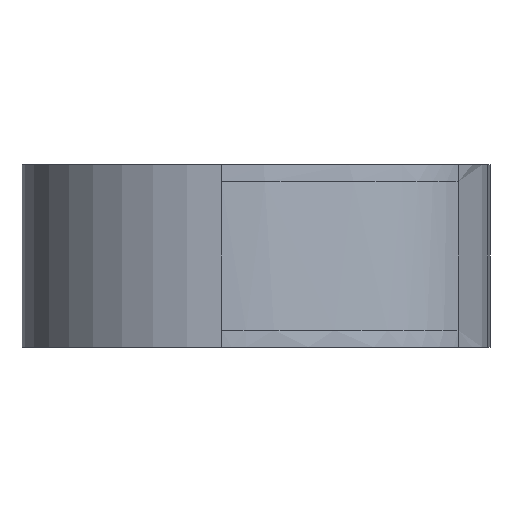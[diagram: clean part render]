
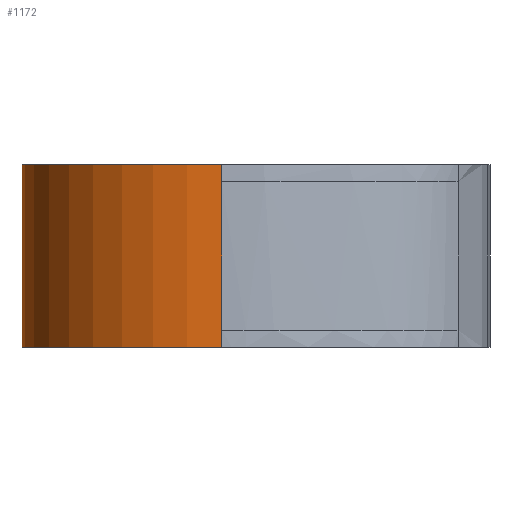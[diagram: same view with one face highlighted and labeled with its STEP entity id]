
A CAD part, left-side view. The second image highlights one B-rep face of the part: STEP entity #1172.
In plain terms, the highlighted cylindrical face has radius 7 mm (diameter 14 mm), a partial arc.
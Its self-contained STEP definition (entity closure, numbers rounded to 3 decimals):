
#1 = CARTESIAN_POINT ( 'NONE',  ( 0., 0., 0. ) ) ;
#17 = AXIS2_PLACEMENT_3D ( 'NONE', #506, #137, #544 ) ;
#18 = ORIENTED_EDGE ( 'NONE', *, *, #842, .F. ) ;
#26 = CARTESIAN_POINT ( 'NONE',  ( -7., 0., 5.8 ) ) ;
#94 = DIRECTION ( 'NONE',  ( 0., 0., 1. ) ) ;
#107 = VERTEX_POINT ( 'NONE', #620 ) ;
#120 = VERTEX_POINT ( 'NONE', #146 ) ;
#137 = DIRECTION ( 'NONE',  ( 0., 0., 1. ) ) ;
#146 = CARTESIAN_POINT ( 'NONE',  ( -7., 0., 0. ) ) ;
#200 = EDGE_LOOP ( 'NONE', ( #789, #531, #340, #18, #996, #1140 ) ) ;
#201 = CARTESIAN_POINT ( 'NONE',  ( -7., 0., 0. ) ) ;
#206 = VERTEX_POINT ( 'NONE', #1127 ) ;
#212 = CYLINDRICAL_SURFACE ( 'NONE', #800, 7. ) ;
#222 = VECTOR ( 'NONE', #1120, 1000. ) ;
#266 = CIRCLE ( 'NONE', #17, 7. ) ;
#340 = ORIENTED_EDGE ( 'NONE', *, *, #868, .F. ) ;
#388 = VECTOR ( 'NONE', #94, 1000. ) ;
#431 = CARTESIAN_POINT ( 'NONE',  ( -7., 0., 3.2 ) ) ;
#467 = VERTEX_POINT ( 'NONE', #741 ) ;
#502 = CARTESIAN_POINT ( 'NONE',  ( 0., 7., 6.4 ) ) ;
#506 = CARTESIAN_POINT ( 'NONE',  ( 0., 0., 6.4 ) ) ;
#515 = EDGE_CURVE ( 'NONE', #525, #467, #1028, .T. ) ;
#525 = VERTEX_POINT ( 'NONE', #26 ) ;
#531 = ORIENTED_EDGE ( 'NONE', *, *, #515, .T. ) ;
#544 = DIRECTION ( 'NONE',  ( 0., 1., 0. ) ) ;
#552 = CARTESIAN_POINT ( 'NONE',  ( -7., 0., 3.2 ) ) ;
#565 = EDGE_CURVE ( 'NONE', #120, #107, #972, .T. ) ;
#620 = CARTESIAN_POINT ( 'NONE',  ( -7., 0., 0.6 ) ) ;
#654 = DIRECTION ( 'NONE',  ( 0., 0., 1. ) ) ;
#692 = VERTEX_POINT ( 'NONE', #502 ) ;
#715 = LINE ( 'NONE', #988, #222 ) ;
#716 = FACE_OUTER_BOUND ( 'NONE', #200, .T. ) ;
#721 = AXIS2_PLACEMENT_3D ( 'NONE', #753, #873, #1098 ) ;
#741 = CARTESIAN_POINT ( 'NONE',  ( -7., 0., 6.4 ) ) ;
#753 = CARTESIAN_POINT ( 'NONE',  ( 0., 0., 0. ) ) ;
#789 = ORIENTED_EDGE ( 'NONE', *, *, #859, .T. ) ;
#800 = AXIS2_PLACEMENT_3D ( 'NONE', #1, #1139, #821 ) ;
#821 = DIRECTION ( 'NONE',  ( 1., 0., 0. ) ) ;
#823 = CIRCLE ( 'NONE', #721, 7. ) ;
#824 = VECTOR ( 'NONE', #654, 1000. ) ;
#842 = EDGE_CURVE ( 'NONE', #206, #692, #715, .T. ) ;
#859 = EDGE_CURVE ( 'NONE', #107, #525, #1111, .T. ) ;
#868 = EDGE_CURVE ( 'NONE', #692, #467, #266, .T. ) ;
#873 = DIRECTION ( 'NONE',  ( 0., 0., -1. ) ) ;
#956 = VECTOR ( 'NONE', #1264, 1000. ) ;
#972 = LINE ( 'NONE', #552, #824 ) ;
#988 = CARTESIAN_POINT ( 'NONE',  ( 0., 7., 3.2 ) ) ;
#994 = EDGE_CURVE ( 'NONE', #120, #206, #823, .T. ) ;
#996 = ORIENTED_EDGE ( 'NONE', *, *, #994, .F. ) ;
#1028 = LINE ( 'NONE', #431, #956 ) ;
#1098 = DIRECTION ( 'NONE',  ( 0., 1., 0. ) ) ;
#1111 = LINE ( 'NONE', #201, #388 ) ;
#1120 = DIRECTION ( 'NONE',  ( 0., 0., 1. ) ) ;
#1127 = CARTESIAN_POINT ( 'NONE',  ( 0., 7., 0. ) ) ;
#1139 = DIRECTION ( 'NONE',  ( 0., 0., 1. ) ) ;
#1140 = ORIENTED_EDGE ( 'NONE', *, *, #565, .T. ) ;
#1172 = ADVANCED_FACE ( 'NONE', ( #716 ), #212, .T. ) ;
#1264 = DIRECTION ( 'NONE',  ( 0., 0., 1. ) ) ;
